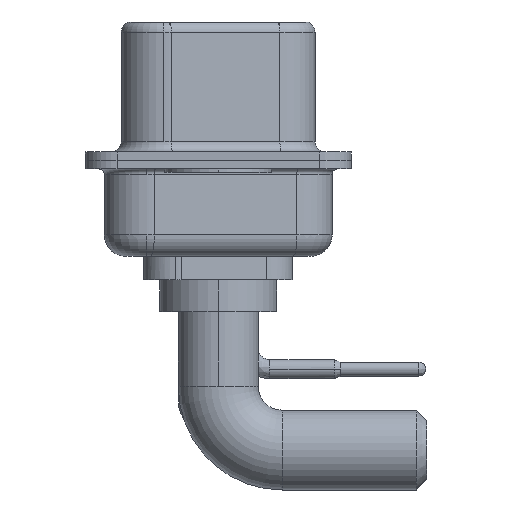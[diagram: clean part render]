
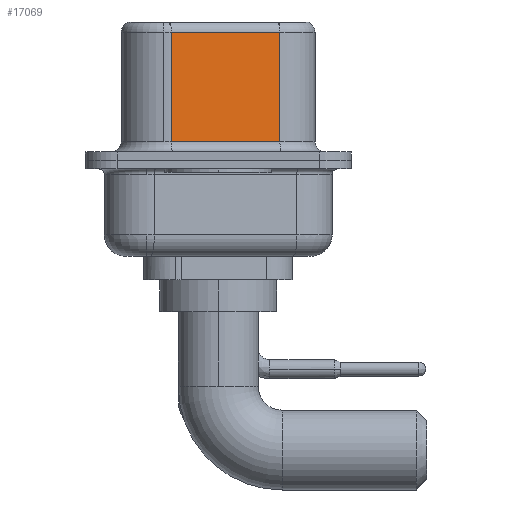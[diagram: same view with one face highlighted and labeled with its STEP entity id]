
A CAD part, left-side view. The second image highlights one B-rep face of the part: STEP entity #17069.
In plain terms, the highlighted planar face has unit normal (-0.985, -0.174, 0).
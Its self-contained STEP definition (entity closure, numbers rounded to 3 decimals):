
#1299 = VECTOR ( 'NONE', #2069, 1000. ) ;
#2069 = DIRECTION ( 'NONE',  ( 0., 0., -1. ) ) ;
#2093 = DIRECTION ( 'NONE',  ( 0.174, -0.985, 0. ) ) ;
#2494 = CARTESIAN_POINT ( 'NONE',  ( 4.58, -2.897, 0.9 ) ) ;
#3188 = CARTESIAN_POINT ( 'NONE',  ( 4.58, -2.897, 0.9 ) ) ;
#4049 = ORIENTED_EDGE ( 'NONE', *, *, #22948, .T. ) ;
#5557 = DIRECTION ( 'NONE',  ( 0., 0., -1. ) ) ;
#5666 = EDGE_CURVE ( 'NONE', #12826, #18574, #20610, .T. ) ;
#5865 = CARTESIAN_POINT ( 'NONE',  ( 4.58, -2.897, 6.02 ) ) ;
#6225 = EDGE_LOOP ( 'NONE', ( #10568, #20891, #4049, #13603 ) ) ;
#7311 = LINE ( 'NONE', #7720, #9718 ) ;
#7334 = FACE_OUTER_BOUND ( 'NONE', #6225, .T. ) ;
#7479 = CARTESIAN_POINT ( 'NONE',  ( 4.58, -2.897, 6.02 ) ) ;
#7720 = CARTESIAN_POINT ( 'NONE',  ( 3.68, 2.203, 6.52 ) ) ;
#8016 = EDGE_CURVE ( 'NONE', #17143, #8854, #24109, .T. ) ;
#8236 = CARTESIAN_POINT ( 'NONE',  ( 3.68, 2.203, 6.02 ) ) ;
#8854 = VERTEX_POINT ( 'NONE', #8236 ) ;
#9135 = VECTOR ( 'NONE', #23986, 1000. ) ;
#9718 = VECTOR ( 'NONE', #5557, 1000. ) ;
#10568 = ORIENTED_EDGE ( 'NONE', *, *, #19250, .F. ) ;
#11936 = LINE ( 'NONE', #16111, #1299 ) ;
#12826 = VERTEX_POINT ( 'NONE', #13291 ) ;
#12857 = AXIS2_PLACEMENT_3D ( 'NONE', #20174, #26386, #22341 ) ;
#13291 = CARTESIAN_POINT ( 'NONE',  ( 3.68, 2.203, 0.9 ) ) ;
#13603 = ORIENTED_EDGE ( 'NONE', *, *, #5666, .T. ) ;
#16111 = CARTESIAN_POINT ( 'NONE',  ( 4.58, -2.897, 6.52 ) ) ;
#17069 = ADVANCED_FACE ( 'NONE', ( #7334 ), #24231, .F. ) ;
#17143 = VERTEX_POINT ( 'NONE', #7479 ) ;
#17414 = VECTOR ( 'NONE', #2093, 1000. ) ;
#18574 = VERTEX_POINT ( 'NONE', #3188 ) ;
#19250 = EDGE_CURVE ( 'NONE', #17143, #18574, #11936, .T. ) ;
#20174 = CARTESIAN_POINT ( 'NONE',  ( 4.58, -2.897, 6.52 ) ) ;
#20610 = LINE ( 'NONE', #2494, #17414 ) ;
#20891 = ORIENTED_EDGE ( 'NONE', *, *, #8016, .T. ) ;
#22341 = DIRECTION ( 'NONE',  ( -0.174, 0.985, 0. ) ) ;
#22948 = EDGE_CURVE ( 'NONE', #8854, #12826, #7311, .T. ) ;
#23986 = DIRECTION ( 'NONE',  ( -0.174, 0.985, 0. ) ) ;
#24109 = LINE ( 'NONE', #5865, #9135 ) ;
#24231 = PLANE ( 'NONE',  #12857 ) ;
#26386 = DIRECTION ( 'NONE',  ( 0.985, 0.174, 0. ) ) ;
